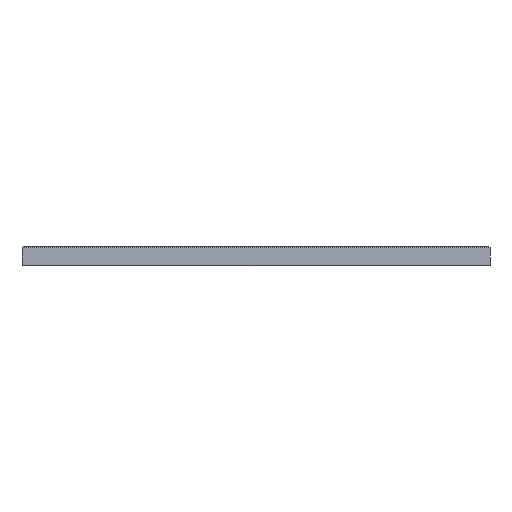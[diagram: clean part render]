
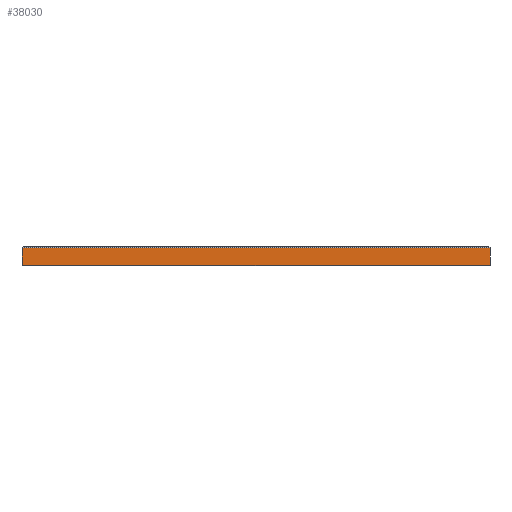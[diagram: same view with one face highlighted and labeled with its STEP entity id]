
A CAD part, left-side view. The second image highlights one B-rep face of the part: STEP entity #38030.
In plain terms, the highlighted planar face has unit normal (-1, 0, 0).
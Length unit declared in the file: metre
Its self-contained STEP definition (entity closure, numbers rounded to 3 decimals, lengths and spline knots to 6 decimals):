
#1668=ORIENTED_EDGE('',*,*,#12546,.T.);
#1669=ORIENTED_EDGE('',*,*,#12548,.T.);
#1670=ORIENTED_EDGE('',*,*,#12549,.F.);
#1671=ORIENTED_EDGE('',*,*,#12550,.T.);
#12546=EDGE_CURVE('',#17967,#17966,#21146,.T.);
#12548=EDGE_CURVE('',#17966,#17968,#21148,.T.);
#12549=EDGE_CURVE('',#17969,#17968,#21149,.T.);
#12550=EDGE_CURVE('',#17969,#17967,#21150,.T.);
#17966=VERTEX_POINT('',#55874);
#17967=VERTEX_POINT('',#55876);
#17968=VERTEX_POINT('',#55880);
#17969=VERTEX_POINT('',#55882);
#21146=LINE('',#55875,#26606);
#21148=LINE('',#55879,#26608);
#21149=LINE('',#55881,#26609);
#21150=LINE('',#55883,#26610);
#26606=VECTOR('',#44292,1.);
#26608=VECTOR('',#44296,1.);
#26609=VECTOR('',#44297,1.);
#26610=VECTOR('',#44298,1.);
#30819=EDGE_LOOP('',(#1668,#1669,#1670,#1671));
#33439=FACE_BOUND('',#30819,.T.);
#35735=PLANE('',#40338);
#38030=ADVANCED_FACE('',(#33439),#35735,.F.);
#40338=AXIS2_PLACEMENT_3D('',#55878,#44294,#44295);
#44292=DIRECTION('',(0.,0.,-1.));
#44294=DIRECTION('',(1.,0.,0.));
#44295=DIRECTION('',(0.,0.,-1.));
#44296=DIRECTION('',(0.,-1.,0.));
#44297=DIRECTION('',(0.,0.,-1.));
#44298=DIRECTION('',(0.,1.,0.));
#55874=CARTESIAN_POINT('',(0.,0.,0.0004));
#55875=CARTESIAN_POINT('',(0.,0.,0.006));
#55876=CARTESIAN_POINT('',(0.,0.,0.011));
#55878=CARTESIAN_POINT('',(0.,-0.143,0.006));
#55879=CARTESIAN_POINT('',(0.,-0.143,0.0004));
#55880=CARTESIAN_POINT('',(0.,-0.286,0.0004));
#55881=CARTESIAN_POINT('',(0.,-0.286,0.006));
#55882=CARTESIAN_POINT('',(0.,-0.286,0.011));
#55883=CARTESIAN_POINT('',(0.,0.,0.011));
